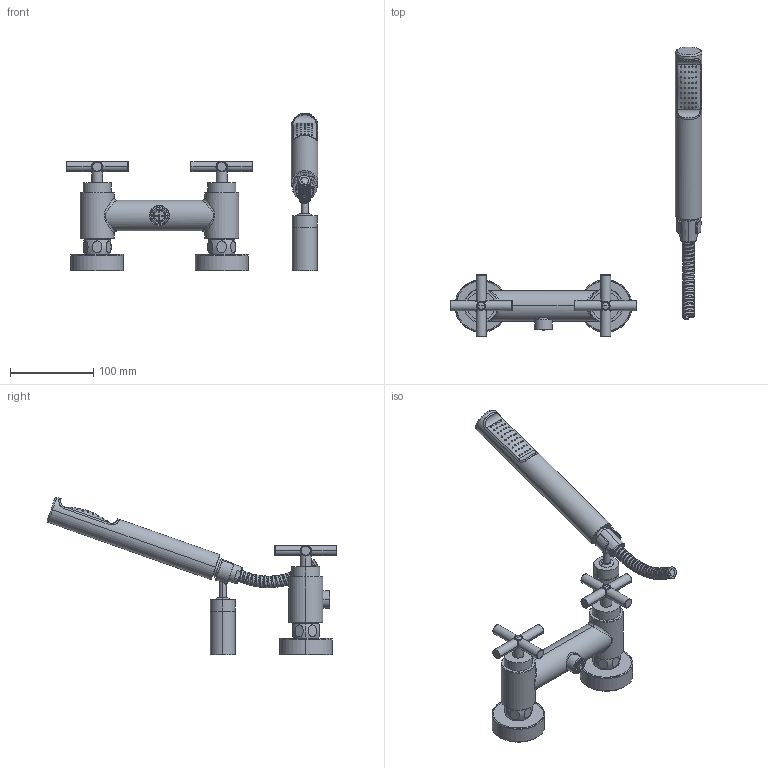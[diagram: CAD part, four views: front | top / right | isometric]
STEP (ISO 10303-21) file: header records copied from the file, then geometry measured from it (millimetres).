
FILE_DESCRIPTION((''),'2;1');
FILE_NAME('QTV168DCR','2021-09-30T11:22:36',('ut3'),('PAFFONI SpA'),'CREO PARAMETRIC BY PTC INC, 2020044','CREO PARAMETRIC BY PTC INC, 2020044','');
FILE_SCHEMA(('CONFIG_CONTROL_DESIGN','SHAPE_APPEARANCE_LAYERS_GROUPS'));
Length unit declared in the file: millimetre
Products named in the file (1): QTV168DCR
Bounding box: 303.5 x 349.15 x 189.73 mm (x, y, z)
Volume: 464916.6 mm3; surface area: 160707.2 mm2
Topology: 5 solids, 5 shells, 1039 faces, 2918 edges, 1827 vertices
Faces by surface type: plane 434, cylinder 326, bspline 103, cone 86, torus 72, sphere 18
Entity records: 74208 total; most frequent: CARTESIAN_POINT 40438, ORIENTED_EDGE 5816, DIRECTION 4843, EDGE_CURVE 2908, AXIS2_PLACEMENT_3D 1878, VERTEX_POINT 1826, EDGE_LOOP 1252, FILL_AREA_STYLE_COLOUR 1164
